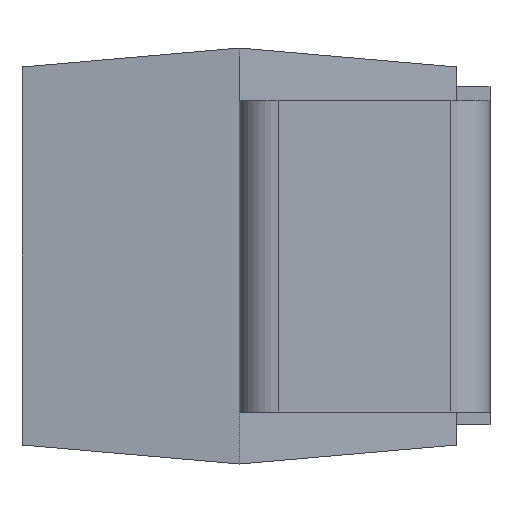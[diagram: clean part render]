
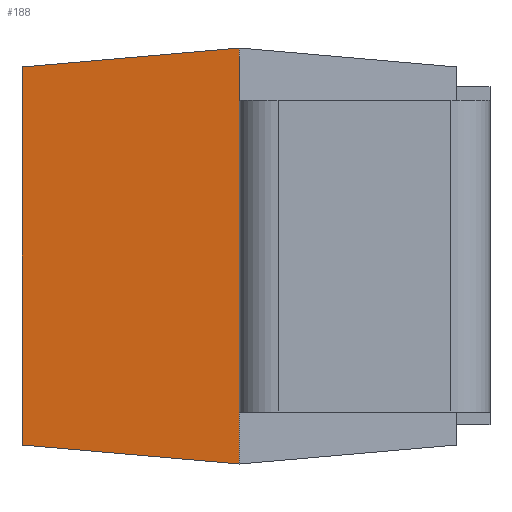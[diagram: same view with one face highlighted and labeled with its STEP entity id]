
A CAD part, left-side view. The second image highlights one B-rep face of the part: STEP entity #188.
In plain terms, the highlighted planar face has unit normal (-0.996, 0.087, 0).
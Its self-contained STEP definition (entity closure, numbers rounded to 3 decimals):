
#83 = ORIENTED_EDGE ( 'NONE', *, *, #1940, .T. ) ;
#91 = CARTESIAN_POINT ( 'NONE',  ( -1.45, 0.965, 0.8 ) ) ;
#180 = FACE_OUTER_BOUND ( 'NONE', #1640, .T. ) ;
#188 = ADVANCED_FACE ( 'NONE', ( #180 ), #1284, .T. ) ;
#190 = EDGE_CURVE ( 'NONE', #747, #1205, #1295, .T. ) ;
#303 = LINE ( 'NONE', #484, #2228 ) ;
#341 = VERTEX_POINT ( 'NONE', #431 ) ;
#368 = EDGE_CURVE ( 'NONE', #575, #1558, #509, .T. ) ;
#424 = VECTOR ( 'NONE', #2139, 1000. ) ;
#431 = CARTESIAN_POINT ( 'NONE',  ( -1.45, 0.965, -0.8 ) ) ;
#484 = CARTESIAN_POINT ( 'NONE',  ( -1.377, 1.8, 0.8 ) ) ;
#509 = LINE ( 'NONE', #2117, #849 ) ;
#575 = VERTEX_POINT ( 'NONE', #1684 ) ;
#578 = DIRECTION ( 'NONE',  ( -0.087, -0.996, 0. ) ) ;
#580 = DIRECTION ( 'NONE',  ( 0., 0., 1. ) ) ;
#628 = ORIENTED_EDGE ( 'NONE', *, *, #936, .T. ) ;
#655 = ORIENTED_EDGE ( 'NONE', *, *, #190, .F. ) ;
#693 = DIRECTION ( 'NONE',  ( 0., 0., 1. ) ) ;
#747 = VERTEX_POINT ( 'NONE', #1910 ) ;
#774 = EDGE_CURVE ( 'NONE', #1558, #1205, #1378, .T. ) ;
#813 = VECTOR ( 'NONE', #2131, 1000. ) ;
#849 = VECTOR ( 'NONE', #1236, 1000. ) ;
#886 = ORIENTED_EDGE ( 'NONE', *, *, #774, .T. ) ;
#936 = EDGE_CURVE ( 'NONE', #2063, #341, #1076, .T. ) ;
#1076 = LINE ( 'NONE', #1124, #813 ) ;
#1124 = CARTESIAN_POINT ( 'NONE',  ( -1.438, 1.103, -0.788 ) ) ;
#1205 = VERTEX_POINT ( 'NONE', #91 ) ;
#1236 = DIRECTION ( 'NONE',  ( 0., 0., 1. ) ) ;
#1284 = PLANE ( 'NONE',  #1424 ) ;
#1295 = LINE ( 'NONE', #1605, #424 ) ;
#1378 = LINE ( 'NONE', #1390, #1473 ) ;
#1390 = CARTESIAN_POINT ( 'NONE',  ( -1.45, 0.965, 0.8 ) ) ;
#1396 = LINE ( 'NONE', #1457, #2274 ) ;
#1424 = AXIS2_PLACEMENT_3D ( 'NONE', #1468, #2173, #578 ) ;
#1440 = ORIENTED_EDGE ( 'NONE', *, *, #1834, .F. ) ;
#1457 = CARTESIAN_POINT ( 'NONE',  ( -1.45, 0.965, 0.8 ) ) ;
#1468 = CARTESIAN_POINT ( 'NONE',  ( -1.45, 0.965, 0.8 ) ) ;
#1473 = VECTOR ( 'NONE', #693, 1000. ) ;
#1558 = VERTEX_POINT ( 'NONE', #1778 ) ;
#1605 = CARTESIAN_POINT ( 'NONE',  ( -1.428, 1.215, 0.778 ) ) ;
#1640 = EDGE_LOOP ( 'NONE', ( #83, #2275, #886, #655, #1440, #628 ) ) ;
#1684 = CARTESIAN_POINT ( 'NONE',  ( -1.45, 0.965, -0.6 ) ) ;
#1778 = CARTESIAN_POINT ( 'NONE',  ( -1.45, 0.965, 0.6 ) ) ;
#1834 = EDGE_CURVE ( 'NONE', #2063, #747, #303, .T. ) ;
#1850 = CARTESIAN_POINT ( 'NONE',  ( -1.377, 1.8, -0.727 ) ) ;
#1891 = DIRECTION ( 'NONE',  ( 0., 0., 1. ) ) ;
#1910 = CARTESIAN_POINT ( 'NONE',  ( -1.377, 1.8, 0.727 ) ) ;
#1940 = EDGE_CURVE ( 'NONE', #341, #575, #1396, .T. ) ;
#2063 = VERTEX_POINT ( 'NONE', #1850 ) ;
#2117 = CARTESIAN_POINT ( 'NONE',  ( -1.45, 0.965, -0.6 ) ) ;
#2131 = DIRECTION ( 'NONE',  ( -0.087, -0.992, -0.087 ) ) ;
#2139 = DIRECTION ( 'NONE',  ( -0.087, -0.992, 0.087 ) ) ;
#2173 = DIRECTION ( 'NONE',  ( -0.996, 0.087, 0. ) ) ;
#2228 = VECTOR ( 'NONE', #1891, 1000. ) ;
#2274 = VECTOR ( 'NONE', #580, 1000. ) ;
#2275 = ORIENTED_EDGE ( 'NONE', *, *, #368, .T. ) ;
